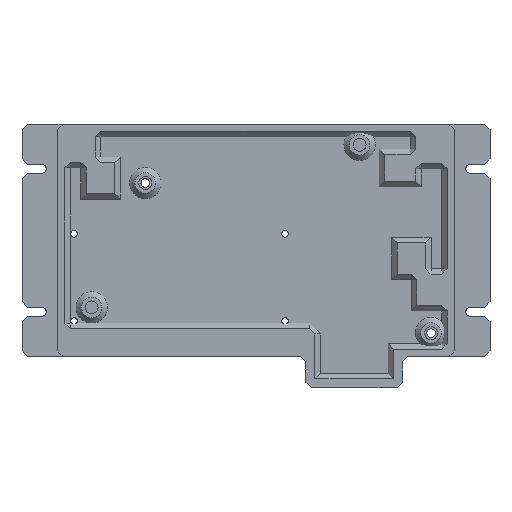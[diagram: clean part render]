
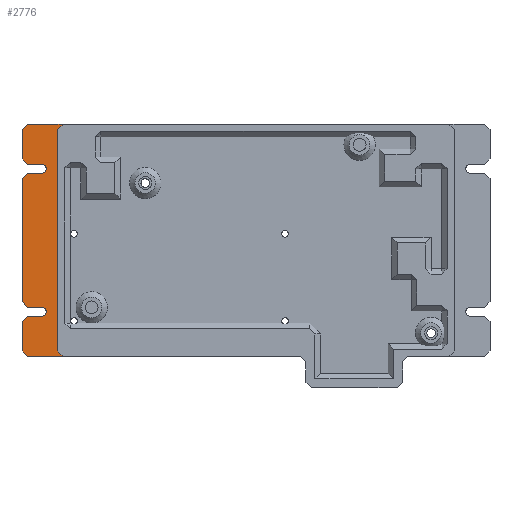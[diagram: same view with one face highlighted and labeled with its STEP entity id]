
A CAD part, top view. The second image highlights one B-rep face of the part: STEP entity #2776.
In plain terms, the highlighted planar face has unit normal (0, 0, 1).
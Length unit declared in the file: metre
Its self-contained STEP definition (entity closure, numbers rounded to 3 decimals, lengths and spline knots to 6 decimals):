
#46=CIRCLE('',#2959,0.001588);
#47=CIRCLE('',#2960,0.001588);
#207=ORIENTED_EDGE('',*,*,#978,.T.);
#208=ORIENTED_EDGE('',*,*,#979,.T.);
#209=ORIENTED_EDGE('',*,*,#980,.F.);
#210=ORIENTED_EDGE('',*,*,#981,.T.);
#211=ORIENTED_EDGE('',*,*,#982,.F.);
#212=ORIENTED_EDGE('',*,*,#983,.F.);
#213=ORIENTED_EDGE('',*,*,#984,.T.);
#214=ORIENTED_EDGE('',*,*,#985,.T.);
#215=ORIENTED_EDGE('',*,*,#986,.F.);
#216=ORIENTED_EDGE('',*,*,#987,.T.);
#217=ORIENTED_EDGE('',*,*,#884,.T.);
#218=ORIENTED_EDGE('',*,*,#988,.T.);
#219=ORIENTED_EDGE('',*,*,#919,.T.);
#220=ORIENTED_EDGE('',*,*,#989,.T.);
#221=ORIENTED_EDGE('',*,*,#909,.F.);
#222=ORIENTED_EDGE('',*,*,#990,.T.);
#223=ORIENTED_EDGE('',*,*,#991,.F.);
#224=ORIENTED_EDGE('',*,*,#992,.T.);
#225=ORIENTED_EDGE('',*,*,#993,.F.);
#226=ORIENTED_EDGE('',*,*,#994,.T.);
#884=EDGE_CURVE('',#1277,#1276,#1530,.T.);
#909=EDGE_CURVE('',#1300,#1301,#1555,.T.);
#919=EDGE_CURVE('',#1311,#1310,#1565,.T.);
#978=EDGE_CURVE('',#1358,#1359,#1624,.T.);
#979=EDGE_CURVE('',#1359,#1360,#1625,.T.);
#980=EDGE_CURVE('',#1361,#1360,#1626,.T.);
#981=EDGE_CURVE('',#1361,#1362,#1627,.F.);
#982=EDGE_CURVE('',#1363,#1362,#1628,.T.);
#983=EDGE_CURVE('',#1364,#1363,#46,.T.);
#984=EDGE_CURVE('',#1364,#1365,#1629,.T.);
#985=EDGE_CURVE('',#1365,#1366,#1630,.T.);
#986=EDGE_CURVE('',#1367,#1366,#1631,.T.);
#987=EDGE_CURVE('',#1367,#1277,#1632,.F.);
#988=EDGE_CURVE('',#1276,#1311,#1633,.F.);
#989=EDGE_CURVE('',#1310,#1301,#1634,.T.);
#990=EDGE_CURVE('',#1300,#1368,#1635,.T.);
#991=EDGE_CURVE('',#1369,#1368,#1636,.T.);
#992=EDGE_CURVE('',#1369,#1370,#1637,.F.);
#993=EDGE_CURVE('',#1371,#1370,#1638,.T.);
#994=EDGE_CURVE('',#1371,#1358,#47,.T.);
#1276=VERTEX_POINT('',#3957);
#1277=VERTEX_POINT('',#3959);
#1300=VERTEX_POINT('',#4014);
#1301=VERTEX_POINT('',#4015);
#1310=VERTEX_POINT('',#4034);
#1311=VERTEX_POINT('',#4036);
#1358=VERTEX_POINT('',#4146);
#1359=VERTEX_POINT('',#4147);
#1360=VERTEX_POINT('',#4149);
#1361=VERTEX_POINT('',#4151);
#1362=VERTEX_POINT('',#4153);
#1363=VERTEX_POINT('',#4155);
#1364=VERTEX_POINT('',#4157);
#1365=VERTEX_POINT('',#4159);
#1366=VERTEX_POINT('',#4161);
#1367=VERTEX_POINT('',#4163);
#1368=VERTEX_POINT('',#4168);
#1369=VERTEX_POINT('',#4170);
#1370=VERTEX_POINT('',#4172);
#1371=VERTEX_POINT('',#4174);
#1530=LINE('',#3958,#1870);
#1555=LINE('',#4013,#1895);
#1565=LINE('',#4035,#1905);
#1624=LINE('',#4145,#1964);
#1625=LINE('',#4148,#1965);
#1626=LINE('',#4150,#1966);
#1627=LINE('',#4152,#1967);
#1628=LINE('',#4154,#1968);
#1629=LINE('',#4158,#1969);
#1630=LINE('',#4160,#1970);
#1631=LINE('',#4162,#1971);
#1632=LINE('',#4164,#1972);
#1633=LINE('',#4165,#1973);
#1634=LINE('',#4166,#1974);
#1635=LINE('',#4167,#1975);
#1636=LINE('',#4169,#1976);
#1637=LINE('',#4171,#1977);
#1638=LINE('',#4173,#1978);
#1870=VECTOR('',#3176,1.);
#1895=VECTOR('',#3215,1.);
#1905=VECTOR('',#3227,1.);
#1964=VECTOR('',#3294,1.);
#1965=VECTOR('',#3295,1.);
#1966=VECTOR('',#3296,1.);
#1967=VECTOR('',#3297,1.);
#1968=VECTOR('',#3298,1.);
#1969=VECTOR('',#3301,1.);
#1970=VECTOR('',#3302,1.);
#1971=VECTOR('',#3303,1.);
#1972=VECTOR('',#3304,1.);
#1973=VECTOR('',#3305,1.);
#1974=VECTOR('',#3306,1.);
#1975=VECTOR('',#3307,1.);
#1976=VECTOR('',#3308,1.);
#1977=VECTOR('',#3309,1.);
#1978=VECTOR('',#3310,1.);
#2216=EDGE_LOOP('',(#207,#208,#209,#210,#211,#212,#213,#214,#215,#216,#217,
#218,#219,#220,#221,#222,#223,#224,#225,#226));
#2426=FACE_BOUND('',#2216,.T.);
#2635=PLANE('',#2958);
#2776=ADVANCED_FACE('',(#2426),#2635,.F.);
#2958=AXIS2_PLACEMENT_3D('',#4144,#3292,#3293);
#2959=AXIS2_PLACEMENT_3D('',#4156,#3299,#3300);
#2960=AXIS2_PLACEMENT_3D('',#4175,#3311,#3312);
#3176=DIRECTION('',(1.,0.,0.));
#3215=DIRECTION('',(1.,0.,0.));
#3227=DIRECTION('',(0.,1.,0.));
#3292=DIRECTION('',(0.,0.,-1.));
#3293=DIRECTION('',(1.,0.,0.));
#3294=DIRECTION('',(-1.,0.,0.));
#3295=DIRECTION('',(-0.707,-0.707,0.));
#3296=DIRECTION('',(0.,1.,0.));
#3297=DIRECTION('',(-0.707,0.707,0.));
#3298=DIRECTION('',(-1.,0.,0.));
#3299=DIRECTION('',(0.,0.,1.));
#3300=DIRECTION('',(-1.,0.,0.));
#3301=DIRECTION('',(-1.,0.,0.));
#3302=DIRECTION('',(-0.707,-0.707,0.));
#3303=DIRECTION('',(0.,1.,0.));
#3304=DIRECTION('',(-0.707,0.707,0.));
#3305=DIRECTION('',(0.707,-0.707,0.));
#3306=DIRECTION('',(0.707,0.707,0.));
#3307=DIRECTION('',(-0.707,-0.707,0.));
#3308=DIRECTION('',(0.,1.,0.));
#3309=DIRECTION('',(-0.707,0.707,0.));
#3310=DIRECTION('',(-1.,0.,0.));
#3311=DIRECTION('',(0.,0.,-1.));
#3312=DIRECTION('',(-1.,0.,0.));
#3957=CARTESIAN_POINT('',(0.06518,-0.147225,-0.003175));
#3958=CARTESIAN_POINT('',(0.13376,-0.147225,-0.003175));
#3959=CARTESIAN_POINT('',(0.05248,-0.147225,-0.003175));
#4013=CARTESIAN_POINT('',(0.13376,-0.064675,-0.003175));
#4014=CARTESIAN_POINT('',(0.05248,-0.064675,-0.003175));
#4015=CARTESIAN_POINT('',(0.06518,-0.064675,-0.003175));
#4034=CARTESIAN_POINT('',(0.063275,-0.06658,-0.003175));
#4035=CARTESIAN_POINT('',(0.063275,-0.10595,-0.003175));
#4036=CARTESIAN_POINT('',(0.063275,-0.14532,-0.003175));
#4144=CARTESIAN_POINT('',(0.13376,-0.10595,-0.003175));
#4145=CARTESIAN_POINT('',(0.054068,-0.082138,-0.003175));
#4146=CARTESIAN_POINT('',(0.05756,-0.082138,-0.003175));
#4147=CARTESIAN_POINT('',(0.05248,-0.082138,-0.003175));
#4148=CARTESIAN_POINT('',(0.05248,-0.082138,-0.003175));
#4149=CARTESIAN_POINT('',(0.050575,-0.084043,-0.003175));
#4150=CARTESIAN_POINT('',(0.050575,-0.10595,-0.003175));
#4151=CARTESIAN_POINT('',(0.050575,-0.127858,-0.003175));
#4152=CARTESIAN_POINT('',(0.050575,-0.127858,-0.003175));
#4153=CARTESIAN_POINT('',(0.05248,-0.129763,-0.003175));
#4154=CARTESIAN_POINT('',(0.054068,-0.129763,-0.003175));
#4155=CARTESIAN_POINT('',(0.05756,-0.129763,-0.003175));
#4156=CARTESIAN_POINT('',(0.05756,-0.13135,-0.003175));
#4157=CARTESIAN_POINT('',(0.05756,-0.132938,-0.003175));
#4158=CARTESIAN_POINT('',(0.054068,-0.132938,-0.003175));
#4159=CARTESIAN_POINT('',(0.05248,-0.132938,-0.003175));
#4160=CARTESIAN_POINT('',(0.05248,-0.132938,-0.003175));
#4161=CARTESIAN_POINT('',(0.050575,-0.134843,-0.003175));
#4162=CARTESIAN_POINT('',(0.050575,-0.140081,-0.003175));
#4163=CARTESIAN_POINT('',(0.050575,-0.14532,-0.003175));
#4164=CARTESIAN_POINT('',(0.050575,-0.14532,-0.003175));
#4165=CARTESIAN_POINT('',(0.078833,-0.160878,-0.003175));
#4166=CARTESIAN_POINT('',(0.078833,-0.051023,-0.003175));
#4167=CARTESIAN_POINT('',(0.05248,-0.064675,-0.003175));
#4168=CARTESIAN_POINT('',(0.050575,-0.06658,-0.003175));
#4169=CARTESIAN_POINT('',(0.050575,-0.071819,-0.003175));
#4170=CARTESIAN_POINT('',(0.050575,-0.077058,-0.003175));
#4171=CARTESIAN_POINT('',(0.050575,-0.077058,-0.003175));
#4172=CARTESIAN_POINT('',(0.05248,-0.078963,-0.003175));
#4173=CARTESIAN_POINT('',(0.054068,-0.078963,-0.003175));
#4174=CARTESIAN_POINT('',(0.05756,-0.078963,-0.003175));
#4175=CARTESIAN_POINT('',(0.05756,-0.08055,-0.003175));
